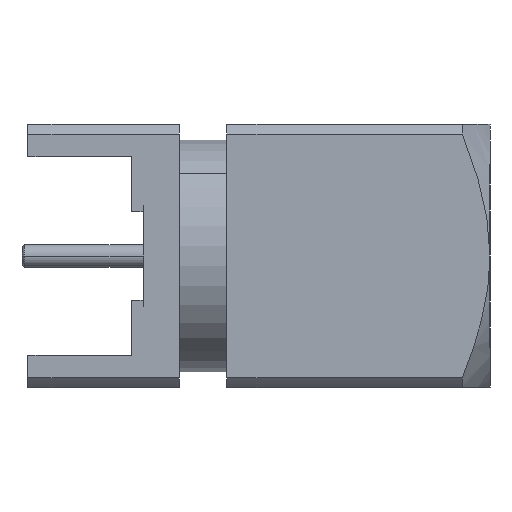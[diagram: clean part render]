
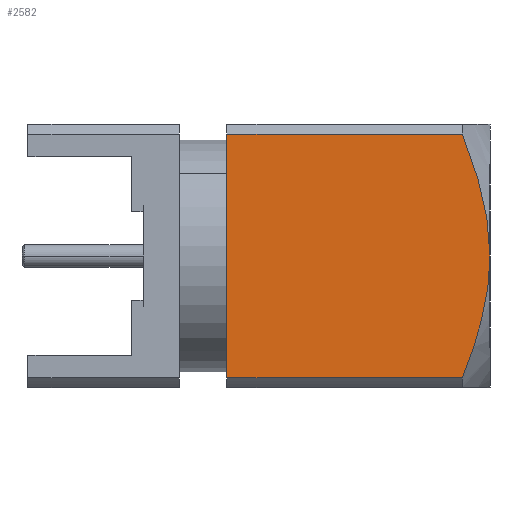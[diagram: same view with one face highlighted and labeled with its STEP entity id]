
A CAD part, left-side view. The second image highlights one B-rep face of the part: STEP entity #2582.
In plain terms, the highlighted planar face has unit normal (-1, 0, 0).
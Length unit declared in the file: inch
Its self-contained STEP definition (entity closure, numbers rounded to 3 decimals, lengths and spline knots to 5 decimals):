
#557=DIRECTION('',(0.,1.,0.));
#558=VECTOR('',#557,0.38761);
#559=CARTESIAN_POINT('',(-0.3189,-0.17107,
0.20075));
#560=LINE('',#559,#558);
#561=CARTESIAN_POINT('',(-0.3189,-0.21654,0.));
#562=CARTESIAN_POINT('',(-0.3189,-0.21654,
0.00579));
#563=CARTESIAN_POINT('',(-0.3189,-0.21627,
0.01735));
#564=CARTESIAN_POINT('',(-0.3189,-0.21507,
0.03465));
#565=CARTESIAN_POINT('',(-0.3189,-0.21312,
0.0519));
#566=CARTESIAN_POINT('',(-0.3189,-0.21043,
0.06912));
#567=CARTESIAN_POINT('',(-0.3189,-0.20706,
0.08638));
#568=CARTESIAN_POINT('',(-0.3189,-0.20301,
0.1038));
#569=CARTESIAN_POINT('',(-0.3189,-0.19829,
0.12153));
#570=CARTESIAN_POINT('',(-0.3189,-0.19284,
0.13977));
#571=CARTESIAN_POINT('',(-0.3189,-0.18661,
0.15878));
#572=CARTESIAN_POINT('',(-0.3189,-0.17948,
0.17888));
#573=CARTESIAN_POINT('',(-0.3189,-0.174,
0.1933));
#574=CARTESIAN_POINT('',(-0.3189,-0.17107,
0.20075));
#576=CARTESIAN_POINT('',(-0.3189,-0.17107,
-0.20075));
#577=CARTESIAN_POINT('',(-0.3189,-0.17403,
-0.19323));
#578=CARTESIAN_POINT('',(-0.3189,-0.17956,
-0.17867));
#579=CARTESIAN_POINT('',(-0.3189,-0.18674,
-0.15842));
#580=CARTESIAN_POINT('',(-0.3189,-0.19299,
-0.1393));
#581=CARTESIAN_POINT('',(-0.3189,-0.19843,
-0.12102));
#582=CARTESIAN_POINT('',(-0.3189,-0.20314,
-0.10328));
#583=CARTESIAN_POINT('',(-0.3189,-0.20717,
-0.08589));
#584=CARTESIAN_POINT('',(-0.3189,-0.21051,
-0.06868));
#585=CARTESIAN_POINT('',(-0.3189,-0.21316,
-0.05154));
#586=CARTESIAN_POINT('',(-0.3189,-0.21509,
-0.03439));
#587=CARTESIAN_POINT('',(-0.3189,-0.21627,
-0.01722));
#588=CARTESIAN_POINT('',(-0.3189,-0.21654,
-0.00575));
#589=CARTESIAN_POINT('',(-0.3189,-0.21654,0.));
#591=DIRECTION('',(0.,1.,0.));
#592=VECTOR('',#591,0.38761);
#593=CARTESIAN_POINT('',(-0.3189,-0.17107,
-0.20075));
#594=LINE('',#593,#592);
#595=DIRECTION('',(0.,0.,1.));
#596=VECTOR('',#595,0.4015);
#597=CARTESIAN_POINT('',(-0.3189,0.21654,
-0.20075));
#598=LINE('',#597,#596);
#1884=CARTESIAN_POINT('',(-0.3189,-0.21654,0.));
#1886=VERTEX_POINT('',#1884);
#1891=CARTESIAN_POINT('',(-0.3189,-0.17107,
0.20075));
#1892=CARTESIAN_POINT('',(-0.3189,0.21654,
0.20075));
#1893=VERTEX_POINT('',#1891);
#1894=VERTEX_POINT('',#1892);
#1899=CARTESIAN_POINT('',(-0.3189,-0.17107,
-0.20075));
#1900=CARTESIAN_POINT('',(-0.3189,0.21654,
-0.20075));
#1901=VERTEX_POINT('',#1899);
#1902=VERTEX_POINT('',#1900);
#2568=CARTESIAN_POINT('',(-0.3189,-0.21654,
-0.21654));
#2569=DIRECTION('',(-1.,0.,0.));
#2570=DIRECTION('',(0.,0.,1.));
#2571=AXIS2_PLACEMENT_3D('',#2568,#2569,#2570);
#2572=PLANE('',#2571);
#2573=ORIENTED_EDGE('',*,*,#2561,.F.);
#2574=ORIENTED_EDGE('',*,*,#2550,.F.);
#2576=ORIENTED_EDGE('',*,*,#2575,.F.);
#2578=ORIENTED_EDGE('',*,*,#2577,.T.);
#2579=ORIENTED_EDGE('',*,*,#2468,.T.);
#2580=EDGE_LOOP('',(#2573,#2574,#2576,#2578,#2579));
#2581=FACE_OUTER_BOUND('',#2580,.F.);
#2582=ADVANCED_FACE('',(#2581),#2572,.T.);
#575=B_SPLINE_CURVE_WITH_KNOTS('',3,(#561,#562,#563,#564,#565,#566,#567,#568,
#569,#570,#571,#572,#573,#574),.UNSPECIFIED.,.F.,.F.,(4,1,1,1,1,1,1,1,1,1,1,4),(
0.,0.09091,0.18182,0.27273,0.36364,
0.45455,0.54545,0.63636,0.72727,
0.81818,0.90909,1.),.UNSPECIFIED.);
#590=B_SPLINE_CURVE_WITH_KNOTS('',3,(#576,#577,#578,#579,#580,#581,#582,#583,
#584,#585,#586,#587,#588,#589),.UNSPECIFIED.,.F.,.F.,(4,1,1,1,1,1,1,1,1,1,1,4),(
0.,0.09091,0.18182,0.27273,0.36364,
0.45455,0.54545,0.63636,0.72727,
0.81818,0.90909,1.),.UNSPECIFIED.);
#2468=EDGE_CURVE('',#1902,#1894,#598,.T.);
#2550=EDGE_CURVE('',#1886,#1893,#575,.T.);
#2561=EDGE_CURVE('',#1893,#1894,#560,.T.);
#2575=EDGE_CURVE('',#1901,#1886,#590,.T.);
#2577=EDGE_CURVE('',#1901,#1902,#594,.T.);
